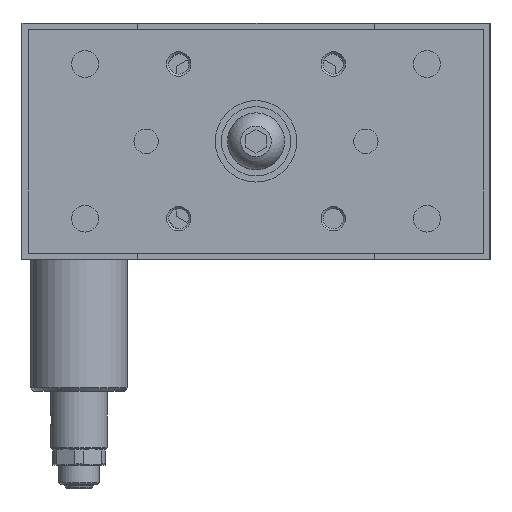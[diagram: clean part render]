
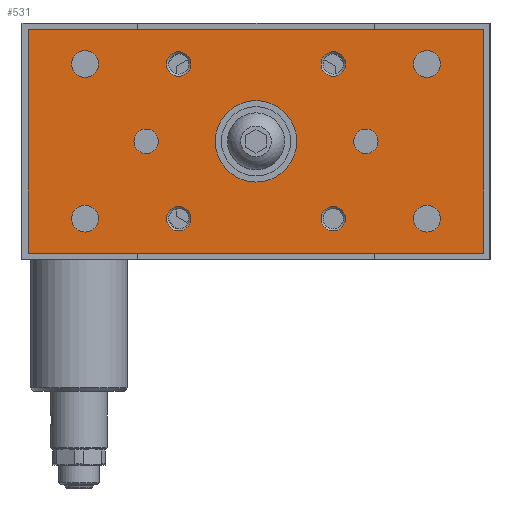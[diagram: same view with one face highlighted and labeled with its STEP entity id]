
A CAD part, left-side view. The second image highlights one B-rep face of the part: STEP entity #531.
In plain terms, the highlighted planar face has unit normal (-1, 0, 0).
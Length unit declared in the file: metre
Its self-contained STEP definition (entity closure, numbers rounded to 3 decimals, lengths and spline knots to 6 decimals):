
#531 = ADVANCED_FACE( '', ( #1487, #1488, #1489, #1490, #1491, #1492, #1493, #1494, #1495, #1496, #1497, #1498 ), #1499, .F. );
#1487 = FACE_BOUND( '', #3164, .T. );
#1488 = FACE_BOUND( '', #3165, .T. );
#1489 = FACE_BOUND( '', #3166, .T. );
#1490 = FACE_BOUND( '', #3167, .T. );
#1491 = FACE_BOUND( '', #3168, .T. );
#1492 = FACE_BOUND( '', #3169, .T. );
#1493 = FACE_BOUND( '', #3170, .T. );
#1494 = FACE_BOUND( '', #3171, .T. );
#1495 = FACE_BOUND( '', #3172, .T. );
#1496 = FACE_BOUND( '', #3173, .T. );
#1497 = FACE_BOUND( '', #3174, .T. );
#1498 = FACE_OUTER_BOUND( '', #3175, .T. );
#1499 = PLANE( '', #3176 );
#3164 = EDGE_LOOP( '', ( #4928 ) );
#3165 = EDGE_LOOP( '', ( #4929 ) );
#3166 = EDGE_LOOP( '', ( #4930 ) );
#3167 = EDGE_LOOP( '', ( #4931 ) );
#3168 = EDGE_LOOP( '', ( #4932 ) );
#3169 = EDGE_LOOP( '', ( #4933 ) );
#3170 = EDGE_LOOP( '', ( #4934 ) );
#3171 = EDGE_LOOP( '', ( #4935 ) );
#3172 = EDGE_LOOP( '', ( #4936 ) );
#3173 = EDGE_LOOP( '', ( #4937 ) );
#3174 = EDGE_LOOP( '', ( #4938 ) );
#3175 = EDGE_LOOP( '', ( #4939, #4940, #4941, #4942 ) );
#3176 = AXIS2_PLACEMENT_3D( '', #4943, #4944, #4945 );
#4928 = ORIENTED_EDGE( '', *, *, #8169, .T. );
#4929 = ORIENTED_EDGE( '', *, *, #8170, .T. );
#4930 = ORIENTED_EDGE( '', *, *, #8171, .F. );
#4931 = ORIENTED_EDGE( '', *, *, #8172, .F. );
#4932 = ORIENTED_EDGE( '', *, *, #8173, .T. );
#4933 = ORIENTED_EDGE( '', *, *, #8174, .F. );
#4934 = ORIENTED_EDGE( '', *, *, #8175, .T. );
#4935 = ORIENTED_EDGE( '', *, *, #8176, .T. );
#4936 = ORIENTED_EDGE( '', *, *, #8177, .F. );
#4937 = ORIENTED_EDGE( '', *, *, #8178, .F. );
#4938 = ORIENTED_EDGE( '', *, *, #8179, .T. );
#4939 = ORIENTED_EDGE( '', *, *, #8180, .T. );
#4940 = ORIENTED_EDGE( '', *, *, #8181, .T. );
#4941 = ORIENTED_EDGE( '', *, *, #8149, .T. );
#4942 = ORIENTED_EDGE( '', *, *, #8143, .T. );
#4943 = CARTESIAN_POINT( '', ( -0.022, -0.056, -0.0565 ) );
#4944 = DIRECTION( '', ( 1., 0., 0. ) );
#4945 = DIRECTION( '', ( 0., 1., 0. ) );
#8143 = EDGE_CURVE( '', #9426, #9424, #9427, .T. );
#8149 = EDGE_CURVE( '', #9435, #9426, #9436, .T. );
#8169 = EDGE_CURVE( '', #9469, #9469, #9470, .T. );
#8170 = EDGE_CURVE( '', #9471, #9471, #9472, .T. );
#8171 = EDGE_CURVE( '', #9473, #9473, #9474, .T. );
#8172 = EDGE_CURVE( '', #9475, #9475, #9476, .T. );
#8173 = EDGE_CURVE( '', #9477, #9477, #9478, .T. );
#8174 = EDGE_CURVE( '', #9479, #9479, #9480, .T. );
#8175 = EDGE_CURVE( '', #9481, #9481, #9482, .T. );
#8176 = EDGE_CURVE( '', #9483, #9483, #9484, .T. );
#8177 = EDGE_CURVE( '', #9485, #9485, #9486, .T. );
#8178 = EDGE_CURVE( '', #9487, #9487, #9488, .T. );
#8179 = EDGE_CURVE( '', #9489, #9489, #9490, .T. );
#8180 = EDGE_CURVE( '', #9424, #9491, #9492, .T. );
#8181 = EDGE_CURVE( '', #9491, #9435, #9493, .T. );
#9424 = VERTEX_POINT( '', #11253 );
#9426 = VERTEX_POINT( '', #11256 );
#9427 = LINE( '', #11257, #11258 );
#9435 = VERTEX_POINT( '', #11268 );
#9436 = LINE( '', #11269, #11270 );
#9469 = VERTEX_POINT( '', #11312 );
#9470 = CIRCLE( '', #11313, 0.01 );
#9471 = VERTEX_POINT( '', #11314 );
#9472 = CIRCLE( '', #11315, 0.003 );
#9473 = VERTEX_POINT( '', #11316 );
#9474 = CIRCLE( '', #11317, 0.003 );
#9475 = VERTEX_POINT( '', #11318 );
#9476 = CIRCLE( '', #11319, 0.003 );
#9477 = VERTEX_POINT( '', #11320 );
#9478 = CIRCLE( '', #11321, 0.003 );
#9479 = VERTEX_POINT( '', #11322 );
#9480 = CIRCLE( '', #11323, 0.003 );
#9481 = VERTEX_POINT( '', #11324 );
#9482 = CIRCLE( '', #11325, 0.003 );
#9483 = VERTEX_POINT( '', #11326 );
#9484 = CIRCLE( '', #11327, 0.0033 );
#9485 = VERTEX_POINT( '', #11328 );
#9486 = CIRCLE( '', #11329, 0.0033 );
#9487 = VERTEX_POINT( '', #11330 );
#9488 = CIRCLE( '', #11331, 0.0033 );
#9489 = VERTEX_POINT( '', #11332 );
#9490 = CIRCLE( '', #11333, 0.0033 );
#9491 = VERTEX_POINT( '', #11334 );
#9492 = LINE( '', #11335, #11336 );
#9493 = LINE( '', #11337, #11338 );
#11253 = CARTESIAN_POINT( '', ( -0.022, -0.056, -0.0565 ) );
#11256 = CARTESIAN_POINT( '', ( -0.022, 0.056, -0.0565 ) );
#11257 = CARTESIAN_POINT( '', ( -0.022, 0.056, -0.0565 ) );
#11258 = VECTOR( '', #14342, 1. );
#11268 = CARTESIAN_POINT( '', ( -0.022, 0.056, -0.0015 ) );
#11269 = CARTESIAN_POINT( '', ( -0.022, 0.056, -0.0015 ) );
#11270 = VECTOR( '', #14348, 1. );
#11312 = CARTESIAN_POINT( '', ( -0.022, 0., -0.039 ) );
#11313 = AXIS2_PLACEMENT_3D( '', #14376, #14377, #14378 );
#11314 = CARTESIAN_POINT( '', ( -0.022, -0.019, -0.045 ) );
#11315 = AXIS2_PLACEMENT_3D( '', #14379, #14380, #14381 );
#11316 = CARTESIAN_POINT( '', ( -0.022, 0.019, -0.045 ) );
#11317 = AXIS2_PLACEMENT_3D( '', #14382, #14383, #14384 );
#11318 = CARTESIAN_POINT( '', ( -0.022, -0.019, -0.013 ) );
#11319 = AXIS2_PLACEMENT_3D( '', #14385, #14386, #14387 );
#11320 = CARTESIAN_POINT( '', ( -0.022, 0.019, -0.013 ) );
#11321 = AXIS2_PLACEMENT_3D( '', #14388, #14389, #14390 );
#11322 = CARTESIAN_POINT( '', ( -0.022, -0.027, -0.032 ) );
#11323 = AXIS2_PLACEMENT_3D( '', #14391, #14392, #14393 );
#11324 = CARTESIAN_POINT( '', ( -0.022, 0.027, -0.032 ) );
#11325 = AXIS2_PLACEMENT_3D( '', #14394, #14395, #14396 );
#11326 = CARTESIAN_POINT( '', ( -0.022, -0.042, -0.0513 ) );
#11327 = AXIS2_PLACEMENT_3D( '', #14397, #14398, #14399 );
#11328 = CARTESIAN_POINT( '', ( -0.022, 0.042, -0.0513 ) );
#11329 = AXIS2_PLACEMENT_3D( '', #14400, #14401, #14402 );
#11330 = CARTESIAN_POINT( '', ( -0.022, -0.042, -0.0067 ) );
#11331 = AXIS2_PLACEMENT_3D( '', #14403, #14404, #14405 );
#11332 = CARTESIAN_POINT( '', ( -0.022, 0.042, -0.0067 ) );
#11333 = AXIS2_PLACEMENT_3D( '', #14406, #14407, #14408 );
#11334 = CARTESIAN_POINT( '', ( -0.022, -0.056, -0.0015 ) );
#11335 = CARTESIAN_POINT( '', ( -0.022, -0.056, -0.0565 ) );
#11336 = VECTOR( '', #14409, 1. );
#11337 = CARTESIAN_POINT( '', ( -0.022, -0.056, -0.0015 ) );
#11338 = VECTOR( '', #14410, 1. );
#14342 = DIRECTION( '', ( 0., -1., 0. ) );
#14348 = DIRECTION( '', ( 0., 0., -1. ) );
#14376 = CARTESIAN_POINT( '', ( -0.022, 0., -0.029 ) );
#14377 = DIRECTION( '', ( 1., 0., 0. ) );
#14378 = DIRECTION( '', ( 0., 0., -1. ) );
#14379 = CARTESIAN_POINT( '', ( -0.022, -0.019, -0.048 ) );
#14380 = DIRECTION( '', ( 1., 0., 0. ) );
#14381 = DIRECTION( '', ( 0., 0., 1. ) );
#14382 = CARTESIAN_POINT( '', ( -0.022, 0.019, -0.048 ) );
#14383 = DIRECTION( '', ( -1., 0., 0. ) );
#14384 = DIRECTION( '', ( 0., 0., 1. ) );
#14385 = CARTESIAN_POINT( '', ( -0.022, -0.019, -0.01 ) );
#14386 = DIRECTION( '', ( -1., 0., 0. ) );
#14387 = DIRECTION( '', ( 0., 0., -1. ) );
#14388 = CARTESIAN_POINT( '', ( -0.022, 0.019, -0.01 ) );
#14389 = DIRECTION( '', ( 1., 0., 0. ) );
#14390 = DIRECTION( '', ( 0., 0., -1. ) );
#14391 = CARTESIAN_POINT( '', ( -0.022, -0.027, -0.029 ) );
#14392 = DIRECTION( '', ( -1., 0., 0. ) );
#14393 = DIRECTION( '', ( 0., 0., -1. ) );
#14394 = CARTESIAN_POINT( '', ( -0.022, 0.027, -0.029 ) );
#14395 = DIRECTION( '', ( 1., 0., 0. ) );
#14396 = DIRECTION( '', ( 0., 0., -1. ) );
#14397 = CARTESIAN_POINT( '', ( -0.022, -0.042, -0.048 ) );
#14398 = DIRECTION( '', ( 1., 0., 0. ) );
#14399 = DIRECTION( '', ( 0., 0., -1. ) );
#14400 = CARTESIAN_POINT( '', ( -0.022, 0.042, -0.048 ) );
#14401 = DIRECTION( '', ( -1., 0., 0. ) );
#14402 = DIRECTION( '', ( 0., 0., -1. ) );
#14403 = CARTESIAN_POINT( '', ( -0.022, -0.042, -0.01 ) );
#14404 = DIRECTION( '', ( -1., 0., 0. ) );
#14405 = DIRECTION( '', ( 0., 0., 1. ) );
#14406 = CARTESIAN_POINT( '', ( -0.022, 0.042, -0.01 ) );
#14407 = DIRECTION( '', ( 1., 0., 0. ) );
#14408 = DIRECTION( '', ( 0., 0., 1. ) );
#14409 = DIRECTION( '', ( 0., 0., 1. ) );
#14410 = DIRECTION( '', ( 0., 1., 0. ) );
